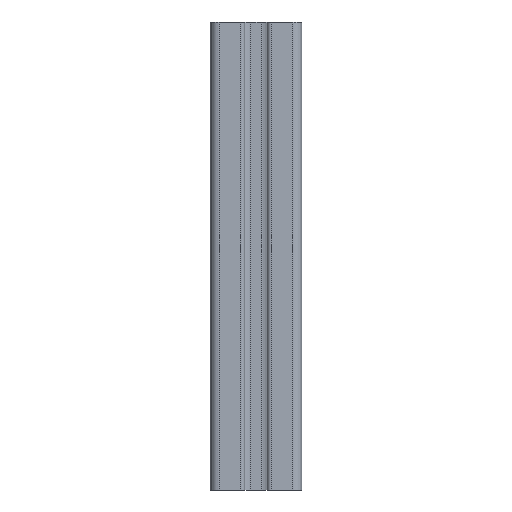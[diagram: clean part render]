
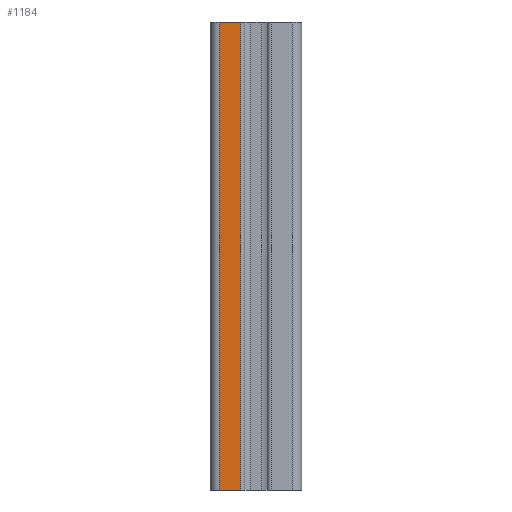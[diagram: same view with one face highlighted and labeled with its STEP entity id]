
A CAD part, front view. The second image highlights one B-rep face of the part: STEP entity #1184.
In plain terms, the highlighted planar face has unit normal (0, -1, 0).
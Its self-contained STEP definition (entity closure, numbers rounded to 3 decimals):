
#140 = CARTESIAN_POINT ( 'NONE',  ( 6.7, 0., -2.5 ) ) ;
#276 = CARTESIAN_POINT ( 'NONE',  ( 2., 0., -2.5 ) ) ;
#283 = EDGE_LOOP ( 'NONE', ( #1035, #399, #1416, #2535 ) ) ;
#353 = VECTOR ( 'NONE', #2620, 1000. ) ;
#364 = EDGE_CURVE ( 'NONE', #1813, #764, #1939, .T. ) ;
#399 = ORIENTED_EDGE ( 'NONE', *, *, #1607, .F. ) ;
#580 = DIRECTION ( 'NONE',  ( 0., 0., 1. ) ) ;
#724 = AXIS2_PLACEMENT_3D ( 'NONE', #1812, #2184, #2202 ) ;
#764 = VERTEX_POINT ( 'NONE', #1790 ) ;
#772 = EDGE_CURVE ( 'NONE', #2018, #2105, #1221, .T. ) ;
#1028 = VECTOR ( 'NONE', #1463, 1000. ) ;
#1035 = ORIENTED_EDGE ( 'NONE', *, *, #364, .F. ) ;
#1061 = VECTOR ( 'NONE', #2418, 1000. ) ;
#1155 = CARTESIAN_POINT ( 'NONE',  ( 6.7, 0., -2.5 ) ) ;
#1172 = PLANE ( 'NONE',  #724 ) ;
#1184 = ADVANCED_FACE ( 'NONE', ( #2262 ), #1172, .T. ) ;
#1221 = LINE ( 'NONE', #2205, #1061 ) ;
#1296 = LINE ( 'NONE', #1358, #353 ) ;
#1358 = CARTESIAN_POINT ( 'NONE',  ( 2., 0., -2.5 ) ) ;
#1416 = ORIENTED_EDGE ( 'NONE', *, *, #772, .T. ) ;
#1463 = DIRECTION ( 'NONE',  ( 1., 0., 0. ) ) ;
#1607 = EDGE_CURVE ( 'NONE', #2018, #1813, #1296, .T. ) ;
#1668 = EDGE_CURVE ( 'NONE', #2105, #764, #2278, .T. ) ;
#1790 = CARTESIAN_POINT ( 'NONE',  ( 6.7, 0., 100. ) ) ;
#1812 = CARTESIAN_POINT ( 'NONE',  ( 2., 0., -2.5 ) ) ;
#1813 = VERTEX_POINT ( 'NONE', #1896 ) ;
#1885 = CARTESIAN_POINT ( 'NONE',  ( 2., 0., 100. ) ) ;
#1896 = CARTESIAN_POINT ( 'NONE',  ( 2., 0., 100. ) ) ;
#1939 = LINE ( 'NONE', #1885, #1028 ) ;
#2018 = VERTEX_POINT ( 'NONE', #276 ) ;
#2105 = VERTEX_POINT ( 'NONE', #140 ) ;
#2184 = DIRECTION ( 'NONE',  ( 0., -1., 0. ) ) ;
#2202 = DIRECTION ( 'NONE',  ( 0., 0., -1. ) ) ;
#2205 = CARTESIAN_POINT ( 'NONE',  ( 2., 0., -2.5 ) ) ;
#2262 = FACE_OUTER_BOUND ( 'NONE', #283, .T. ) ;
#2278 = LINE ( 'NONE', #1155, #2464 ) ;
#2418 = DIRECTION ( 'NONE',  ( 1., 0., 0. ) ) ;
#2464 = VECTOR ( 'NONE', #580, 1000. ) ;
#2535 = ORIENTED_EDGE ( 'NONE', *, *, #1668, .T. ) ;
#2620 = DIRECTION ( 'NONE',  ( 0., 0., 1. ) ) ;
